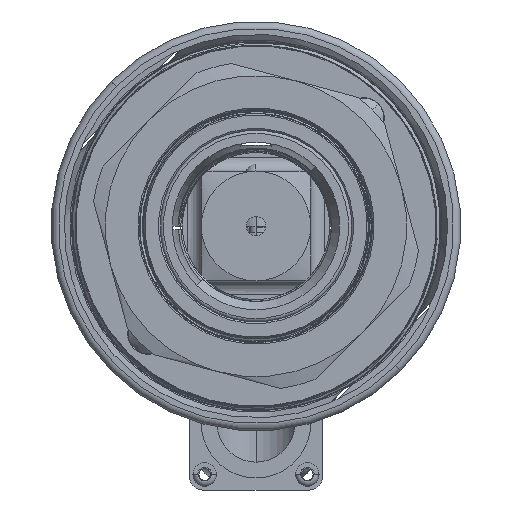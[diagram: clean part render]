
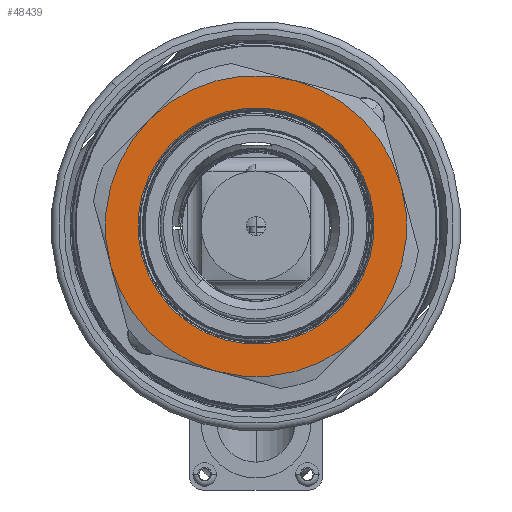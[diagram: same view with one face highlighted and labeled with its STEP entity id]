
A CAD part, left-side view. The second image highlights one B-rep face of the part: STEP entity #48439.
In plain terms, the highlighted planar face has unit normal (-1, 0, 0).
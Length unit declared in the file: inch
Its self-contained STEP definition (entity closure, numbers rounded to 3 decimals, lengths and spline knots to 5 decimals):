
#47556=CARTESIAN_POINT('',(-19.9614,0.005,0.));
#47557=DIRECTION('',(-1.,0.,0.));
#47558=DIRECTION('',(0.,0.707,0.707));
#47559=AXIS2_PLACEMENT_3D('',#47556,#47557,#47558);
#47561=CARTESIAN_POINT('',(-19.9614,0.005,0.));
#47562=DIRECTION('',(-1.,0.,0.));
#47563=DIRECTION('',(0.,-0.259,0.966));
#47564=AXIS2_PLACEMENT_3D('',#47561,#47562,#47563);
#47566=CARTESIAN_POINT('',(-19.9614,0.005,0.));
#47567=DIRECTION('',(-1.,0.,0.));
#47568=DIRECTION('',(0.,-0.707,-0.707));
#47569=AXIS2_PLACEMENT_3D('',#47566,#47567,#47568);
#47571=CARTESIAN_POINT('',(-19.9614,0.005,0.));
#47572=DIRECTION('',(-1.,0.,0.));
#47573=DIRECTION('',(0.,0.259,-0.966));
#47574=AXIS2_PLACEMENT_3D('',#47571,#47572,#47573);
#47576=CARTESIAN_POINT('',(-19.9614,0.005,0.));
#47577=DIRECTION('',(-1.,0.,0.));
#47578=DIRECTION('',(0.,0.707,0.707));
#47579=AXIS2_PLACEMENT_3D('',#47576,#47577,#47578);
#47581=CARTESIAN_POINT('',(-19.9614,0.005,0.));
#47582=DIRECTION('',(-1.,0.,0.));
#47583=DIRECTION('',(0.,-0.707,-0.707));
#47584=AXIS2_PLACEMENT_3D('',#47581,#47582,#47583);
#47631=CARTESIAN_POINT('',(-19.9614,0.005,0.));
#47632=DIRECTION('',(-1.,0.,0.));
#47633=DIRECTION('',(0.,0.966,-0.259));
#47634=AXIS2_PLACEMENT_3D('',#47631,#47632,#47633);
#47691=CARTESIAN_POINT('',(-19.9614,0.005,0.));
#47692=DIRECTION('',(-1.,0.,0.));
#47693=DIRECTION('',(0.,-0.966,0.259));
#47694=AXIS2_PLACEMENT_3D('',#47691,#47692,#47693);
#47726=CARTESIAN_POINT('',(-19.9614,1.33315,-0.35588));
#47766=CARTESIAN_POINT('',(-19.9614,0.97727,0.97227));
#47806=CARTESIAN_POINT('',(-19.9614,-0.35088,1.32815));
#47846=CARTESIAN_POINT('',(-19.9614,-1.32315,0.35588));
#47866=CARTESIAN_POINT('',(-19.9614,-0.96727,-0.97227));
#47926=CARTESIAN_POINT('',(-19.9614,0.36088,-1.32815));
#48372=VERTEX_POINT('',#47846);
#48373=VERTEX_POINT('',#47866);
#48374=VERTEX_POINT('',#47926);
#48378=VERTEX_POINT('',#47726);
#48379=VERTEX_POINT('',#47766);
#48380=VERTEX_POINT('',#47806);
#48381=CARTESIAN_POINT('',(-19.9614,-0.75726,-0.76226));
#48382=CARTESIAN_POINT('',(-19.9614,0.76726,0.76226));
#48383=VERTEX_POINT('',#48381);
#48384=VERTEX_POINT('',#48382);
#48414=CARTESIAN_POINT('',(-19.9614,0.005,0.));
#48415=DIRECTION('',(1.,0.,0.));
#48416=DIRECTION('',(0.,-0.707,-0.707));
#48417=AXIS2_PLACEMENT_3D('',#48414,#48415,#48416);
#48418=PLANE('',#48417);
#48420=ORIENTED_EDGE('',*,*,#48419,.F.);
#48422=ORIENTED_EDGE('',*,*,#48421,.F.);
#48424=ORIENTED_EDGE('',*,*,#48423,.F.);
#48426=ORIENTED_EDGE('',*,*,#48425,.F.);
#48428=ORIENTED_EDGE('',*,*,#48427,.F.);
#48430=ORIENTED_EDGE('',*,*,#48429,.F.);
#48431=EDGE_LOOP('',(#48420,#48422,#48424,#48426,#48428,#48430));
#48432=FACE_OUTER_BOUND('',#48431,.F.);
#48434=ORIENTED_EDGE('',*,*,#48433,.T.);
#48436=ORIENTED_EDGE('',*,*,#48435,.T.);
#48437=EDGE_LOOP('',(#48434,#48436));
#48438=FACE_BOUND('',#48437,.F.);
#48439=ADVANCED_FACE('',(#48432,#48438),#48418,.F.);
#47560=CIRCLE('',#47559,1.375);
#47565=CIRCLE('',#47564,1.375);
#47570=CIRCLE('',#47569,1.375);
#47575=CIRCLE('',#47574,1.375);
#47580=CIRCLE('',#47579,1.078);
#47585=CIRCLE('',#47584,1.078);
#47635=CIRCLE('',#47634,1.375);
#47695=CIRCLE('',#47694,1.375);
#48419=EDGE_CURVE('',#48378,#48374,#47635,.T.);
#48421=EDGE_CURVE('',#48379,#48378,#47560,.T.);
#48423=EDGE_CURVE('',#48380,#48379,#47565,.T.);
#48425=EDGE_CURVE('',#48372,#48380,#47695,.T.);
#48427=EDGE_CURVE('',#48373,#48372,#47570,.T.);
#48429=EDGE_CURVE('',#48374,#48373,#47575,.T.);
#48433=EDGE_CURVE('',#48384,#48383,#47580,.T.);
#48435=EDGE_CURVE('',#48383,#48384,#47585,.T.);
